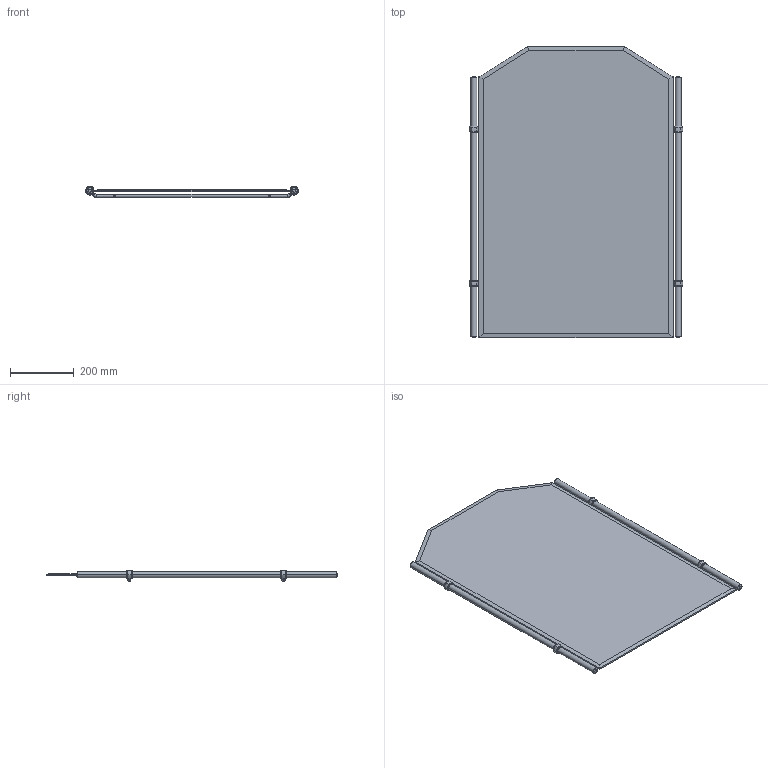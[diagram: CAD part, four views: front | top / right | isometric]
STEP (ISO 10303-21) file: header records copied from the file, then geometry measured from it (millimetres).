
FILE_DESCRIPTION((''),'2;1');
FILE_NAME('642','2021-09-01T09:40:46',('rsmith'),(''),'CREO PARAMETRIC BY PTC INC, 2018400','CREO PARAMETRIC BY PTC INC, 2018400','');
FILE_SCHEMA(('AUTOMOTIVE_DESIGN { 1 0 10303 214 1 1 1 1 }'));
Length unit declared in the file: inch
Products named in the file (1): 642
Bounding box: 670.53 x 914.4 x 34.07 mm (x, y, z)
Volume: 3999698.6 mm3; surface area: 1252366 mm2
Topology: 2 solids, 2 shells, 456 faces, 1194 edges, 752 vertices
Faces by surface type: cylinder 152, cone 138, plane 94, bspline 48, torus 24
Entity records: 39908 total; most frequent: CARTESIAN_POINT 25477, ORIENTED_EDGE 2372, DIRECTION 1698, PRESENTATION_STYLE_ASSIGNMENT 1270, STYLED_ITEM 1256, CURVE_STYLE 1186, EDGE_CURVE 1186, VERTEX_POINT 752
